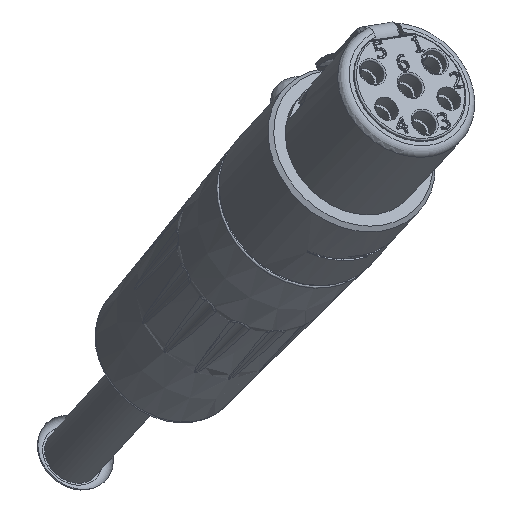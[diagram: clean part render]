
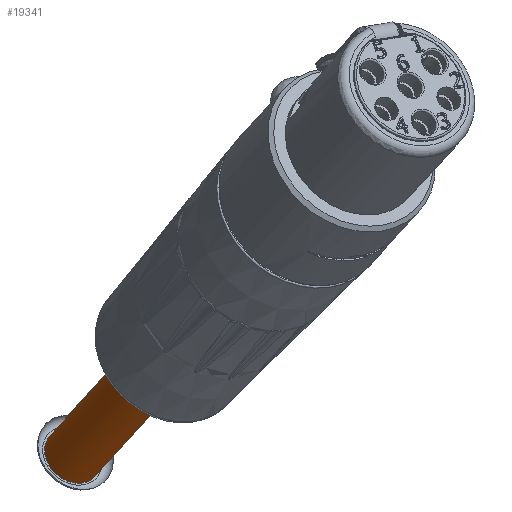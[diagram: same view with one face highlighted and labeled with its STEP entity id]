
A CAD part, isometric view. The second image highlights one B-rep face of the part: STEP entity #19341.
In plain terms, the highlighted cylindrical face has radius 1.75 mm (diameter 3.5 mm), a full revolution.
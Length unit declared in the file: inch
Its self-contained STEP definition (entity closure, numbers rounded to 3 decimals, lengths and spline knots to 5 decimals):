
#336=CYLINDRICAL_SURFACE('',#20734,0.0689);
#1367=CIRCLE('',#20732,0.0689);
#1368=CIRCLE('',#20735,0.0689);
#2104=FACE_OUTER_BOUND('',#3183,.T.);
#3183=EDGE_LOOP('',(#13528,#13529,#13530,#13531));
#4402=LINE('',#36409,#5925);
#5925=VECTOR('',#23603,0.0689);
#7718=VERTEX_POINT('',#36402);
#7719=VERTEX_POINT('',#36407);
#9825=EDGE_CURVE('',#7718,#7718,#1367,.T.);
#9826=EDGE_CURVE('',#7719,#7719,#1368,.T.);
#9827=EDGE_CURVE('',#7719,#7718,#4402,.T.);
#13528=ORIENTED_EDGE('',*,*,#9826,.T.);
#13529=ORIENTED_EDGE('',*,*,#9827,.T.);
#13530=ORIENTED_EDGE('',*,*,#9825,.F.);
#13531=ORIENTED_EDGE('',*,*,#9827,.F.);
#19341=ADVANCED_FACE('',(#2104),#336,.F.);
#20732=AXIS2_PLACEMENT_3D('',#36404,#23595,#23596);
#20734=AXIS2_PLACEMENT_3D('',#36406,#23599,#23600);
#20735=AXIS2_PLACEMENT_3D('',#36408,#23601,#23602);
#23595=DIRECTION('center_axis',(0.,0.568,
-0.823));
#23596=DIRECTION('ref_axis',(0.,-0.823,-0.568));
#23599=DIRECTION('center_axis',(0.,0.568,
-0.823));
#23600=DIRECTION('ref_axis',(0.,0.823,0.568));
#23601=DIRECTION('center_axis',(0.,0.568,
-0.823));
#23602=DIRECTION('ref_axis',(0.,0.823,0.568));
#23603=DIRECTION('',(0.,-0.568,0.823));
#36402=CARTESIAN_POINT('',(0.2278,0.55578,-0.41936));
#36404=CARTESIAN_POINT('Origin',(0.2278,0.61248,-0.38022));
#36406=CARTESIAN_POINT('Origin',(0.2278,0.78579,-0.63134));
#36407=CARTESIAN_POINT('',(0.2278,0.91358,-0.9378));
#36408=CARTESIAN_POINT('Origin',(0.2278,0.97028,-0.89866));
#36409=CARTESIAN_POINT('',(0.2278,0.72909,-0.67048));
